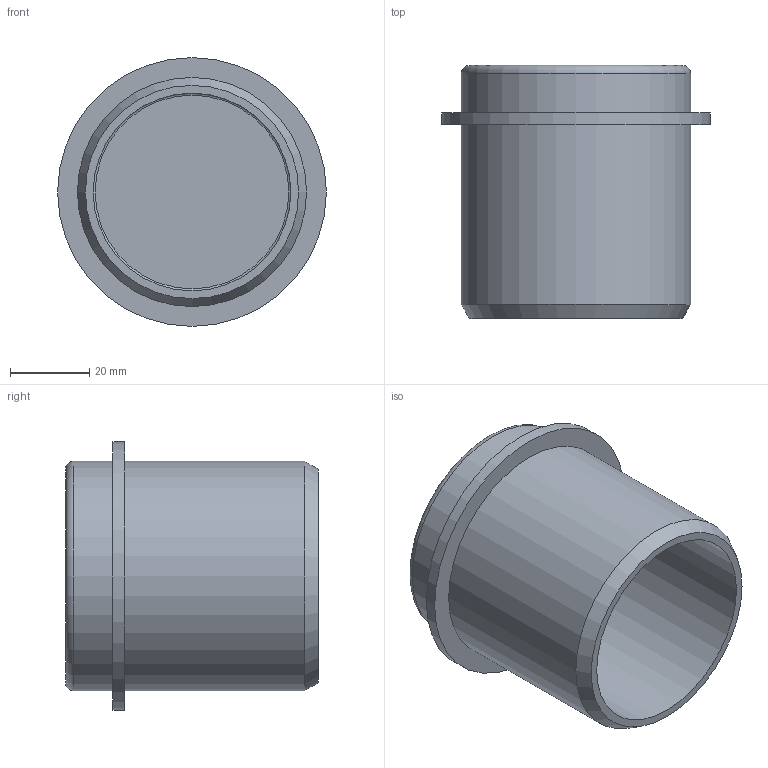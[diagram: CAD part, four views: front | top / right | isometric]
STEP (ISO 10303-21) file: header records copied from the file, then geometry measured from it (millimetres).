
FILE_DESCRIPTION(/* description */ (''),/* implementation_level */ '2;1');
FILE_NAME(/* name */ '332620 SKOLANsafeM Muffenstopfen DN_OD 58.stp',/* time_stamp */ '2018-01-09T09:11:21+01:00',/* author */ ('user1'),/* organization */ (''),/* preprocessor_version */ 'ST-DEVELOPER v16.1',/* originating_system */ 'Autodesk Inventor 2016',/* authorisation */ '');
FILE_SCHEMA (('AUTOMOTIVE_DESIGN { 1 0 10303 214 3 1 1 }'));
Length unit declared in the file: millimetre
Products named in the file (1): 332620 SKOLANsafeM Muffenstopfen DN_OD 58
Bounding box: 68 x 64 x 68 mm (x, y, z)
Volume: 51513.7 mm3; surface area: 28126.7 mm2
Topology: 1 solids, 1 shells, 12 faces, 18 edges, 11 vertices
Faces by surface type: plane 5, cylinder 4, torus 2, cone 1
Full cylindrical faces by diameter (mm): 50 x1, 58 x2, 68 x1
Entity records: 258 total; most frequent: DIRECTION 48, CARTESIAN_POINT 35, AXIS2_PLACEMENT_3D 24, EDGE_LOOP 22, ORIENTED_EDGE 22, FACE_OUTER_BOUND 12, ADVANCED_FACE 12, CIRCLE 11
